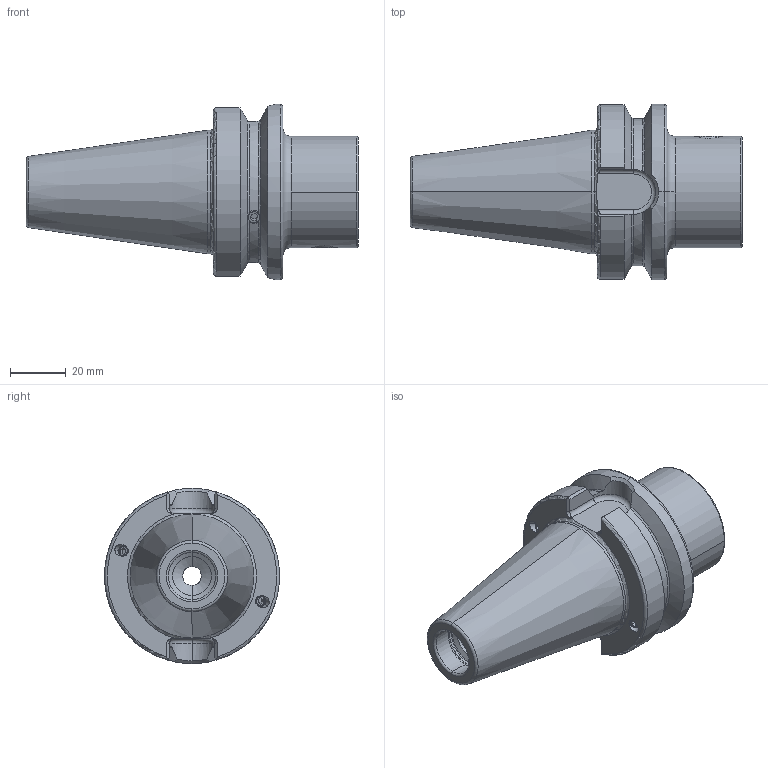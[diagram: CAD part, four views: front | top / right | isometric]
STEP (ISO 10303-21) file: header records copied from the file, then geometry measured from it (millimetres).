
FILE_DESCRIPTION (( 'STEP AP214' ), '1' );
FILE_NAME ('BB4-WH4.K01.054.STEP', '2016-05-23T12:10:04', ( 'SWIAdmin' ), ( 'Hewlett-Packard Company' ), 'SwSTEP 2.0', 'SolidWorks 2015', '' );
FILE_SCHEMA (( 'AUTOMOTIVE_DESIGN' ));
Length unit declared in the file: millimetre
Products named in the file (5): WH4-ER1.001.015; ISO 4026 - M4 x 3_PreviewCfg; ISO 4026 - M5 x 4_PreviewCfg; BB4-WH4.K01.054_B; BB4-WH4.K01.054
Assembly tree (6 placements, depth 2):
  BB4-WH4.K01.054
    BB4-WH4.K01.054_B
    ISO 4026 - M5 x 4_PreviewCfg
    ISO 4026 - M4 x 3_PreviewCfg  x2
    WH4-ER1.001.015  x2
Bounding box: 119.4 x 63 x 63 mm (x, y, z)
Volume: 147929.6 mm3; surface area: 28923.7 mm2
Topology: 6 solids, 6 shells, 228 faces, 548 edges, 328 vertices
Faces by surface type: plane 75, cylinder 64, cone 48, torus 35, bspline 6
Entity records: 6825 total; most frequent: CARTESIAN_POINT 2214, ORIENTED_EDGE 900, DIRECTION 881, EDGE_CURVE 450, AXIS2_PLACEMENT_3D 350, VERTEX_POINT 273, EDGE_LOOP 197, FACE_OUTER_BOUND 185
